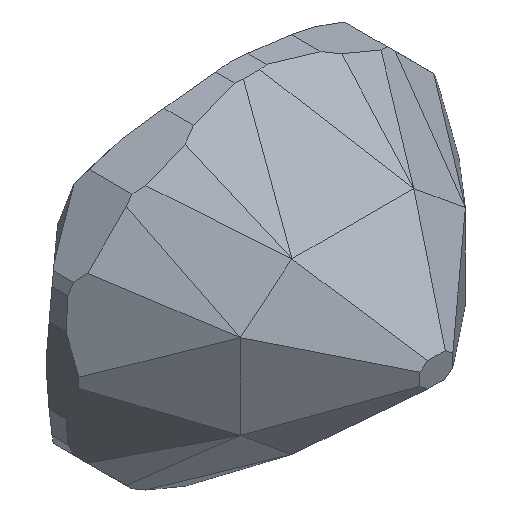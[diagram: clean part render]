
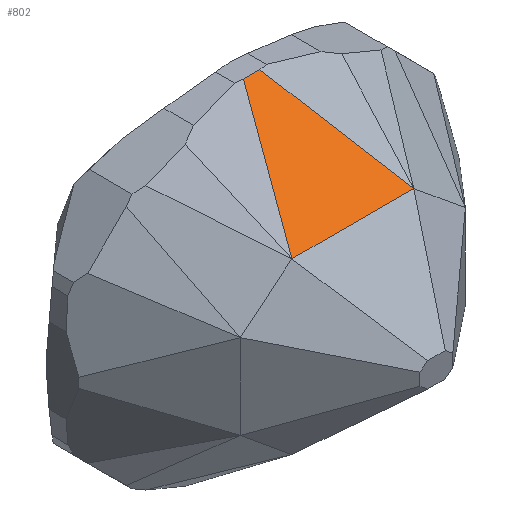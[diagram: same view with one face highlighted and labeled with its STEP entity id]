
A CAD part, isometric view. The second image highlights one B-rep face of the part: STEP entity #802.
In plain terms, the highlighted free-form (B-spline) face has degree [1, 1] with [2, 2] control points.
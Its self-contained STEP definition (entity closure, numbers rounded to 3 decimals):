
#302 = VERTEX_POINT('',#303);
#303 = CARTESIAN_POINT('',(2.908,4.67,4.042)
  );
#672 = EDGE_CURVE('',#302,#673,#675,.T.);
#673 = VERTEX_POINT('',#674);
#674 = CARTESIAN_POINT('',(0.389,9.494,7.803)
  );
#675 = B_SPLINE_CURVE_WITH_KNOTS('',1,(#676,#677),.UNSPECIFIED.,.F.,.F.,
  (2,2),(5.069,12.365),.PIECEWISE_BEZIER_KNOTS.);
#676 = CARTESIAN_POINT('',(2.908,4.67,4.042)
  );
#677 = CARTESIAN_POINT('',(0.389,9.494,7.803)
  );
#786 = VERTEX_POINT('',#787);
#787 = CARTESIAN_POINT('',(-0.389,9.494,7.803
    ));
#792 = EDGE_CURVE('',#673,#786,#793,.T.);
#793 = B_SPLINE_CURVE_WITH_KNOTS('',1,(#794,#795),.UNSPECIFIED.,.F.,.F.,
  (2,2),(-0.429,0.429),.PIECEWISE_BEZIER_KNOTS.);
#794 = CARTESIAN_POINT('',(0.389,9.494,7.803)
  );
#795 = CARTESIAN_POINT('',(-0.389,9.494,7.803
    ));
#802 = ADVANCED_FACE('',(#803),#819,.F.);
#803 = FACE_BOUND('',#804,.T.);
#804 = EDGE_LOOP('',(#805,#812,#813,#814));
#805 = ORIENTED_EDGE('',*,*,#806,.F.);
#806 = EDGE_CURVE('',#302,#807,#809,.T.);
#807 = VERTEX_POINT('',#808);
#808 = CARTESIAN_POINT('',(-2.908,4.67,4.042)
  );
#809 = B_SPLINE_CURVE_WITH_KNOTS('',1,(#810,#811),.UNSPECIFIED.,.F.,.F.,
  (2,2),(-3.207,3.207),.PIECEWISE_BEZIER_KNOTS.);
#810 = CARTESIAN_POINT('',(2.908,4.67,4.042)
  );
#811 = CARTESIAN_POINT('',(-2.908,4.67,4.042)
  );
#812 = ORIENTED_EDGE('',*,*,#672,.T.);
#813 = ORIENTED_EDGE('',*,*,#792,.T.);
#814 = ORIENTED_EDGE('',*,*,#815,.F.);
#815 = EDGE_CURVE('',#807,#786,#816,.T.);
#816 = B_SPLINE_CURVE_WITH_KNOTS('',1,(#817,#818),.UNSPECIFIED.,.F.,.F.,
  (2,2),(5.069,12.365),.PIECEWISE_BEZIER_KNOTS.);
#817 = CARTESIAN_POINT('',(-2.908,4.67,4.042)
  );
#818 = CARTESIAN_POINT('',(-0.389,9.494,7.803
    ));
#819 = B_SPLINE_SURFACE_WITH_KNOTS('',1,1,(
    (#820,#821)
    ,(#822,#823
    )),.UNSPECIFIED.,.F.,.F.,.F.,(2,2),(2,2),(6.802,
    13.549),(-3.207,3.207),
  .PIECEWISE_BEZIER_KNOTS.);
#820 = CARTESIAN_POINT('',(-2.908,4.67,4.042)
  );
#821 = CARTESIAN_POINT('',(2.908,4.67,4.042)
  );
#822 = CARTESIAN_POINT('',(-2.908,9.494,7.803)
  );
#823 = CARTESIAN_POINT('',(2.908,9.494,7.803)
  );
